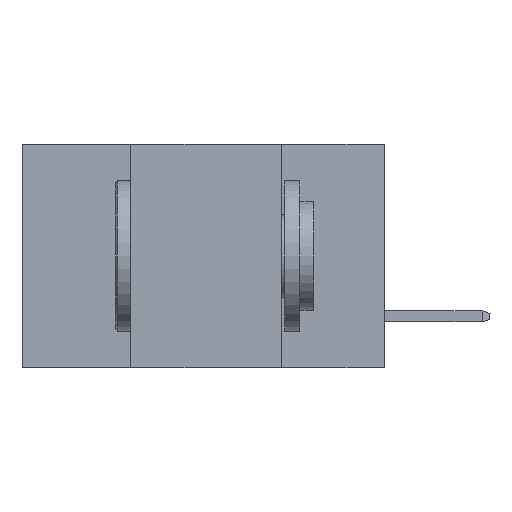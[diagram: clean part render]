
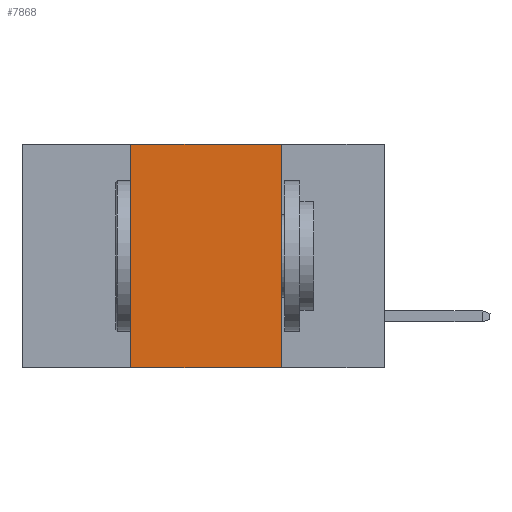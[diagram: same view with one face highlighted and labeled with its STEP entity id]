
A CAD part, left-side view. The second image highlights one B-rep face of the part: STEP entity #7868.
In plain terms, the highlighted planar face has unit normal (-1, 0, 0).
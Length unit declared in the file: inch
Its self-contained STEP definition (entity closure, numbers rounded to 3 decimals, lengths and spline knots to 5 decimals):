
#17 = DIRECTION ( 'NONE',  ( 1., 0., 0. ) ) ;
#490 = VECTOR ( 'NONE', #8931, 39.37008 ) ;
#604 = VERTEX_POINT ( 'NONE', #909 ) ;
#724 = EDGE_LOOP ( 'NONE', ( #5445, #5856, #8050, #4426 ) ) ;
#818 = CARTESIAN_POINT ( 'NONE',  ( 0., 0.6, -0.37 ) ) ;
#826 = CARTESIAN_POINT ( 'NONE',  ( 0., 0.42, 0. ) ) ;
#863 = LINE ( 'NONE', #818, #4813 ) ;
#909 = CARTESIAN_POINT ( 'NONE',  ( 0., 0.17, -0.37 ) ) ;
#1098 = VERTEX_POINT ( 'NONE', #7438 ) ;
#1111 = CARTESIAN_POINT ( 'NONE',  ( 0., 0.42, -0.37 ) ) ;
#1115 = CARTESIAN_POINT ( 'NONE',  ( 0., 0.17, -0.37 ) ) ;
#2392 = EDGE_CURVE ( 'NONE', #1098, #604, #863, .T. ) ;
#2546 = LINE ( 'NONE', #1111, #3719 ) ;
#2893 = DIRECTION ( 'NONE',  ( 0., 0., -1. ) ) ;
#2982 = CARTESIAN_POINT ( 'NONE',  ( 0., 0.6, 0. ) ) ;
#3639 = DIRECTION ( 'NONE',  ( 0., -1., 0. ) ) ;
#3719 = VECTOR ( 'NONE', #6715, 39.37008 ) ;
#4139 = VERTEX_POINT ( 'NONE', #5766 ) ;
#4252 = DIRECTION ( 'NONE',  ( 0., -1., 0. ) ) ;
#4329 = FACE_OUTER_BOUND ( 'NONE', #724, .T. ) ;
#4426 = ORIENTED_EDGE ( 'NONE', *, *, #2392, .T. ) ;
#4632 = VECTOR ( 'NONE', #4252, 39.37008 ) ;
#4813 = VECTOR ( 'NONE', #3639, 39.37008 ) ;
#4839 = EDGE_CURVE ( 'NONE', #1098, #6347, #2546, .T. ) ;
#5445 = ORIENTED_EDGE ( 'NONE', *, *, #6087, .F. ) ;
#5766 = CARTESIAN_POINT ( 'NONE',  ( 0., 0.17, 0. ) ) ;
#5856 = ORIENTED_EDGE ( 'NONE', *, *, #6102, .F. ) ;
#5990 = AXIS2_PLACEMENT_3D ( 'NONE', #2982, #17, #2893 ) ;
#6087 = EDGE_CURVE ( 'NONE', #4139, #604, #7474, .T. ) ;
#6102 = EDGE_CURVE ( 'NONE', #6347, #4139, #7797, .T. ) ;
#6347 = VERTEX_POINT ( 'NONE', #826 ) ;
#6441 = CARTESIAN_POINT ( 'NONE',  ( 0., 0.6, 0. ) ) ;
#6715 = DIRECTION ( 'NONE',  ( 0., 0., 1. ) ) ;
#7438 = CARTESIAN_POINT ( 'NONE',  ( 0., 0.42, -0.37 ) ) ;
#7474 = LINE ( 'NONE', #1115, #490 ) ;
#7797 = LINE ( 'NONE', #6441, #4632 ) ;
#7868 = ADVANCED_FACE ( 'NONE', ( #4329 ), #7920, .F. ) ;
#7920 = PLANE ( 'NONE',  #5990 ) ;
#8050 = ORIENTED_EDGE ( 'NONE', *, *, #4839, .F. ) ;
#8931 = DIRECTION ( 'NONE',  ( 0., 0., -1. ) ) ;
